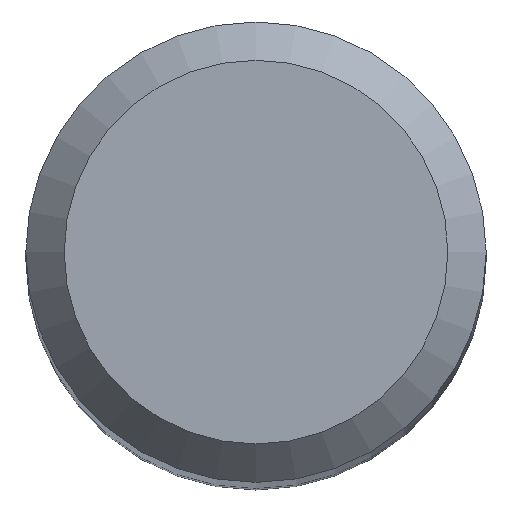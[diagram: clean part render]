
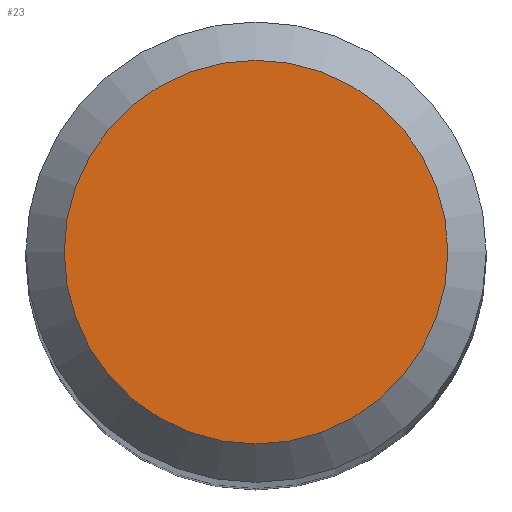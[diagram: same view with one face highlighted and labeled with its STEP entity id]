
A CAD part, top view. The second image highlights one B-rep face of the part: STEP entity #23.
In plain terms, the highlighted planar face has unit normal (0, 0, 1).
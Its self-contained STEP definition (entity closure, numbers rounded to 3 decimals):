
#3 = DIRECTION ( 'NONE',  ( 0., 1., 0. ) ) ;
#23 = ADVANCED_FACE ( 'NONE', ( #111 ), #68, .F. ) ;
#49 = CIRCLE ( 'NONE', #166, 2.5 ) ;
#63 = ORIENTED_EDGE ( 'NONE', *, *, #176, .F. ) ;
#68 = PLANE ( 'NONE',  #146 ) ;
#111 = FACE_OUTER_BOUND ( 'NONE', #181, .T. ) ;
#117 = CARTESIAN_POINT ( 'NONE',  ( 0., 0., 57. ) ) ;
#124 = CARTESIAN_POINT ( 'NONE',  ( 0., 0., 57. ) ) ;
#136 = CARTESIAN_POINT ( 'NONE',  ( 0., 2.5, 57. ) ) ;
#137 = DIRECTION ( 'NONE',  ( 0., 0., -1. ) ) ;
#146 = AXIS2_PLACEMENT_3D ( 'NONE', #117, #189, #3 ) ;
#166 = AXIS2_PLACEMENT_3D ( 'NONE', #124, #137, #185 ) ;
#174 = VERTEX_POINT ( 'NONE', #136 ) ;
#176 = EDGE_CURVE ( 'NONE', #174, #174, #49, .T. ) ;
#181 = EDGE_LOOP ( 'NONE', ( #63 ) ) ;
#185 = DIRECTION ( 'NONE',  ( 0., 1., 0. ) ) ;
#189 = DIRECTION ( 'NONE',  ( 0., 0., -1. ) ) ;
